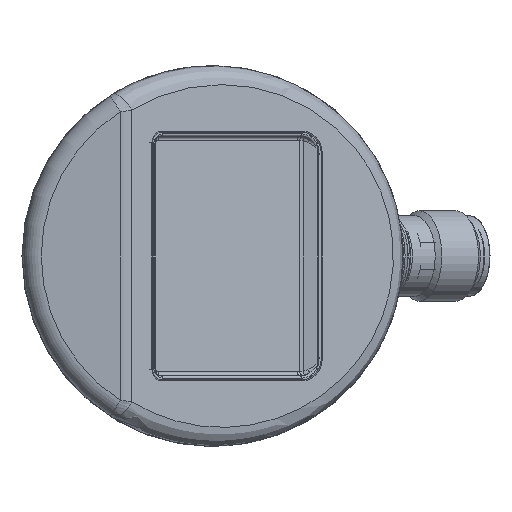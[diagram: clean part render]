
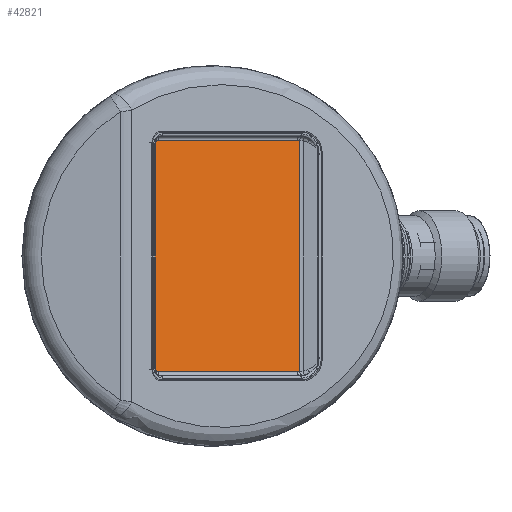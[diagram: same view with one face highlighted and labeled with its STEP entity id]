
A CAD part, front view. The second image highlights one B-rep face of the part: STEP entity #42821.
In plain terms, the highlighted planar face has unit normal (0.5, -0.866, 0).
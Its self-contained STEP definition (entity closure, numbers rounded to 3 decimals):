
#2556=LINE('',#54252,#4678);
#2557=LINE('',#54256,#4679);
#2558=LINE('',#54260,#4680);
#2559=LINE('',#54264,#4681);
#4678=VECTOR('',#47147,1000.);
#4679=VECTOR('',#47150,1000.);
#4680=VECTOR('',#47153,1000.);
#4681=VECTOR('',#47156,1000.);
#6800=ORIENTED_EDGE('',*,*,#15946,.T.);
#6801=ORIENTED_EDGE('',*,*,#15947,.T.);
#6802=ORIENTED_EDGE('',*,*,#15948,.T.);
#6803=ORIENTED_EDGE('',*,*,#15949,.T.);
#6804=ORIENTED_EDGE('',*,*,#15950,.T.);
#6805=ORIENTED_EDGE('',*,*,#15951,.T.);
#6806=ORIENTED_EDGE('',*,*,#15952,.T.);
#6807=ORIENTED_EDGE('',*,*,#15953,.T.);
#15946=EDGE_CURVE('',#20519,#20520,#23538,.F.);
#15947=EDGE_CURVE('',#20520,#20521,#2556,.T.);
#15948=EDGE_CURVE('',#20521,#20522,#23539,.F.);
#15949=EDGE_CURVE('',#20522,#20523,#2557,.T.);
#15950=EDGE_CURVE('',#20523,#20524,#23540,.F.);
#15951=EDGE_CURVE('',#20524,#20525,#2558,.T.);
#15952=EDGE_CURVE('',#20525,#20526,#23541,.F.);
#15953=EDGE_CURVE('',#20526,#20519,#2559,.T.);
#20519=VERTEX_POINT('',#54250);
#20520=VERTEX_POINT('',#54251);
#20521=VERTEX_POINT('',#54253);
#20522=VERTEX_POINT('',#54255);
#20523=VERTEX_POINT('',#54257);
#20524=VERTEX_POINT('',#54259);
#20525=VERTEX_POINT('',#54261);
#20526=VERTEX_POINT('',#54263);
#23538=CIRCLE('',#44651,1.946);
#23539=CIRCLE('',#44652,1.946);
#23540=CIRCLE('',#44653,0.446);
#23541=CIRCLE('',#44654,0.446);
#24310=EDGE_LOOP('',(#6800,#6801,#6802,#6803,#6804,#6805,#6806,#6807));
#26463=FACE_BOUND('',#24310,.T.);
#28617=PLANE('',#44650);
#42821=ADVANCED_FACE('',(#26463),#28617,.F.);
#44650=AXIS2_PLACEMENT_3D('',#54248,#47143,#47144);
#44651=AXIS2_PLACEMENT_3D('',#54249,#47145,#47146);
#44652=AXIS2_PLACEMENT_3D('',#54254,#47148,#47149);
#44653=AXIS2_PLACEMENT_3D('',#54258,#47151,#47152);
#44654=AXIS2_PLACEMENT_3D('',#54262,#47154,#47155);
#47143=DIRECTION('',(-0.5,0.866,0.));
#47144=DIRECTION('',(0.866,0.5,0.));
#47145=DIRECTION('',(-0.5,0.866,0.));
#47146=DIRECTION('',(0.866,0.5,0.));
#47147=DIRECTION('',(0.,0.,1.));
#47148=DIRECTION('',(-0.5,0.866,0.));
#47149=DIRECTION('',(0.866,0.5,0.));
#47150=DIRECTION('',(-0.866,-0.5,0.));
#47151=DIRECTION('',(-0.5,0.866,0.));
#47152=DIRECTION('',(0.866,0.5,0.));
#47153=DIRECTION('',(0.,0.,-1.));
#47154=DIRECTION('',(-0.5,0.866,0.));
#47155=DIRECTION('',(0.866,0.5,0.));
#47156=DIRECTION('',(0.866,0.5,0.));
#54248=CARTESIAN_POINT('',(11.243,-23.119,13.4));
#54249=CARTESIAN_POINT('',(11.243,-23.119,-13.4));
#54250=CARTESIAN_POINT('',(11.243,-23.119,-15.346));
#54251=CARTESIAN_POINT('',(11.526,-22.955,-15.318));
#54252=CARTESIAN_POINT('',(11.526,-22.955,15.252));
#54253=CARTESIAN_POINT('',(11.526,-22.955,15.318));
#54254=CARTESIAN_POINT('',(11.243,-23.119,13.4));
#54255=CARTESIAN_POINT('',(11.243,-23.119,15.346));
#54256=CARTESIAN_POINT('',(-7.203,-33.769,15.346));
#54257=CARTESIAN_POINT('',(-7.203,-33.769,15.346));
#54258=CARTESIAN_POINT('',(-7.203,-33.769,14.9));
#54259=CARTESIAN_POINT('',(-7.589,-33.991,14.9));
#54260=CARTESIAN_POINT('',(-7.589,-33.991,-14.9));
#54261=CARTESIAN_POINT('',(-7.589,-33.991,-14.9));
#54262=CARTESIAN_POINT('',(-7.203,-33.769,-14.9));
#54263=CARTESIAN_POINT('',(-7.203,-33.769,-15.346));
#54264=CARTESIAN_POINT('',(11.243,-23.119,-15.346));
